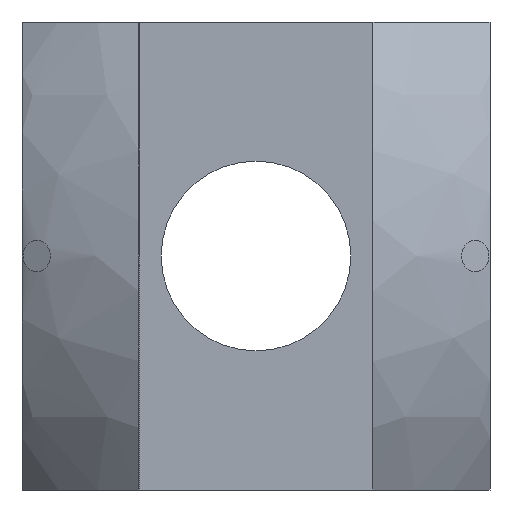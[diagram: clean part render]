
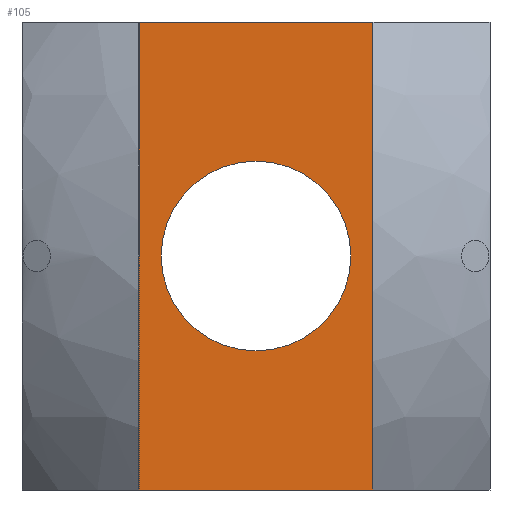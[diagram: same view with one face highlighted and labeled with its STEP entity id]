
A CAD part, left-side view. The second image highlights one B-rep face of the part: STEP entity #105.
In plain terms, the highlighted planar face has unit normal (-1, 0, 0).
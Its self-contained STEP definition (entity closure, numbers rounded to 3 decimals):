
#105=ADVANCED_FACE('',(#178,#179),#180,.F.);
#178=FACE_OUTER_BOUND('',#258,.T.);
#179=FACE_BOUND('',#259,.T.);
#180=PLANE('',#260);
#258=EDGE_LOOP('',(#502,#503,#504,#505));
#259=EDGE_LOOP('',(#506,#507));
#260=AXIS2_PLACEMENT_3D('',#508,#509,#510);
#502=ORIENTED_EDGE('',*,*,#593,.T.);
#503=ORIENTED_EDGE('',*,*,#607,.T.);
#504=ORIENTED_EDGE('',*,*,#602,.T.);
#505=ORIENTED_EDGE('',*,*,#622,.F.);
#506=ORIENTED_EDGE('',*,*,#573,.T.);
#507=ORIENTED_EDGE('',*,*,#581,.T.);
#508=CARTESIAN_POINT('',(-8.0,-2.0,21.0));
#509=DIRECTION('',(1.0,0.0,0.0));
#510=DIRECTION('',(0.0,1.0,0.0));
#573=EDGE_CURVE('',#680,#677,#681,.T.);
#581=EDGE_CURVE('',#677,#680,#692,.T.);
#593=EDGE_CURVE('',#710,#708,#711,.T.);
#602=EDGE_CURVE('',#727,#725,#728,.T.);
#607=EDGE_CURVE('',#708,#727,#735,.T.);
#622=EDGE_CURVE('',#710,#725,#754,.T.);
#677=VERTEX_POINT('',#825);
#680=VERTEX_POINT('',#829);
#681=CIRCLE('',#830,1.621);
#692=CIRCLE('',#844,1.621);
#708=VERTEX_POINT('',#861);
#710=VERTEX_POINT('',#864);
#711=LINE('',#865,#866);
#725=VERTEX_POINT('',#883);
#727=VERTEX_POINT('',#886);
#728=LINE('',#887,#888);
#735=LINE('',#897,#898);
#754=LINE('',#917,#918);
#825=CARTESIAN_POINT('',(-8.0,1.621,0.));
#829=CARTESIAN_POINT('',(-8.0,-1.621,0.));
#830=AXIS2_PLACEMENT_3D('',#975,#976,#977);
#844=AXIS2_PLACEMENT_3D('',#993,#994,#995);
#861=CARTESIAN_POINT('',(-8.0,2.0,4.0));
#864=CARTESIAN_POINT('',(-8.0,-2.0,4.0));
#865=CARTESIAN_POINT('',(-8.0,9.5,4.0));
#866=VECTOR('',#1025,1.0);
#883=CARTESIAN_POINT('',(-8.0,-2.0,-4.0));
#886=CARTESIAN_POINT('',(-8.0,2.0,-4.0));
#887=CARTESIAN_POINT('',(-8.0,9.5,-4.0));
#888=VECTOR('',#1042,1.0);
#897=CARTESIAN_POINT('',(-8.0,2.0,21.0));
#898=VECTOR('',#1051,1.0);
#917=CARTESIAN_POINT('',(-8.0,-2.0,21.0));
#918=VECTOR('',#1094,1.0);
#975=CARTESIAN_POINT('',(-8.0,0.0,0.0));
#976=DIRECTION('',(1.0,0.0,0.0));
#977=DIRECTION('',(0.0,1.0,0.));
#993=CARTESIAN_POINT('',(-8.0,0.0,0.0));
#994=DIRECTION('',(1.0,0.0,0.0));
#995=DIRECTION('',(0.0,1.0,0.));
#1025=DIRECTION('',(0.0,1.0,0.0));
#1042=DIRECTION('',(0.0,-1.0,0.0));
#1051=DIRECTION('',(0.0,0.0,-1.0));
#1094=DIRECTION('',(0.0,0.0,-1.0));
